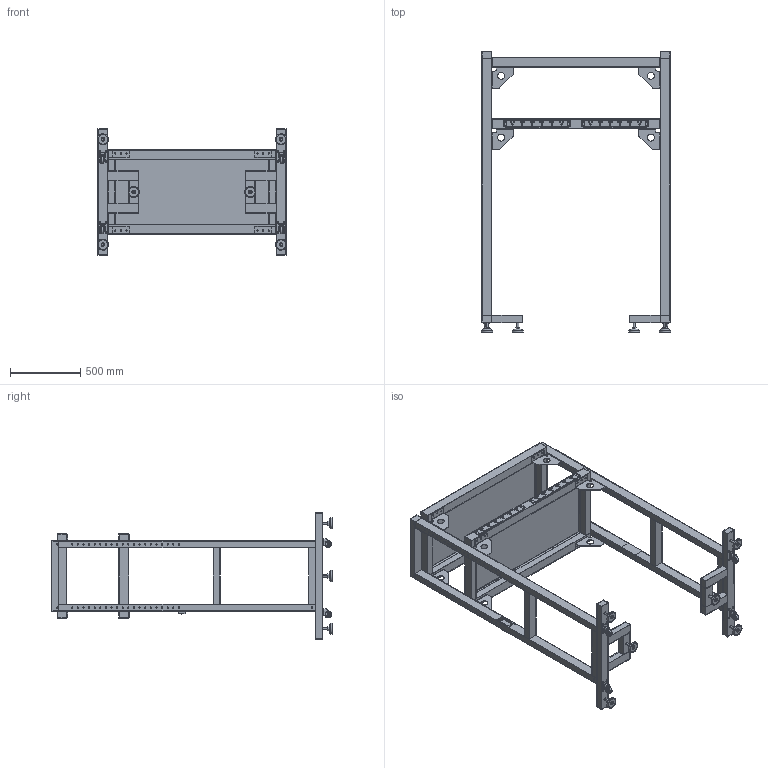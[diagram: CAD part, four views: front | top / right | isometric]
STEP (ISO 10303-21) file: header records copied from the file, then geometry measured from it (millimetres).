
FILE_DESCRIPTION (( 'STEP AP203' ), '1' );
FILE_NAME ('516203.STEP', '2025-07-02T09:55:27', ( '' ), ( '' ), 'SwSTEP 2.0', 'SolidWorks 2020', '' );
FILE_SCHEMA (( 'CONFIG_CONTROL_DESIGN' ));
Length unit declared in the file: millimetre
Products named in the file (1): 516203
Bounding box: 1349.93 x 2001 x 900 mm (x, y, z)
Volume: 19090357.1 mm3; surface area: 12537554.5 mm2
Topology: 59 solids, 59 shells, 2581 faces, 6652 edges, 4344 vertices
Faces by surface type: plane 1449, cylinder 1056, torus 48, bspline 16, cone 12
Entity records: 80427 total; most frequent: CARTESIAN_POINT 14378, DIRECTION 13884, ORIENTED_EDGE 13304, EDGE_CURVE 6652, AXIS2_PLACEMENT_3D 4730, VECTOR 4424, LINE 4424, VERTEX_POINT 4344
